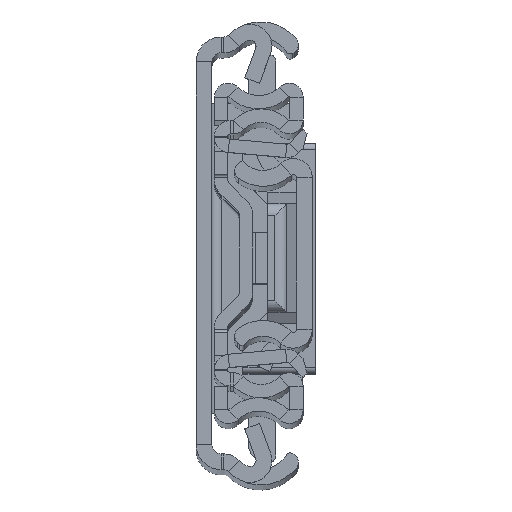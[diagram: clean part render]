
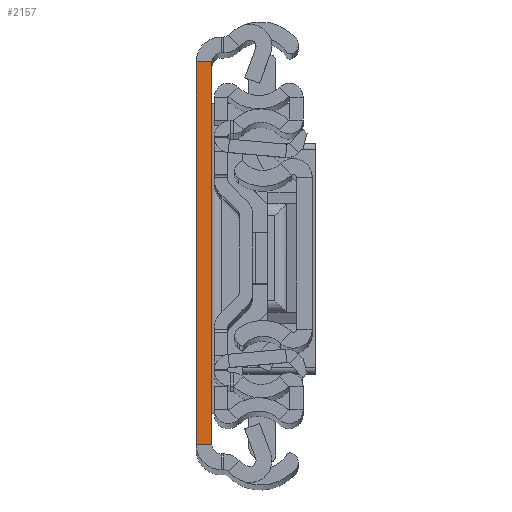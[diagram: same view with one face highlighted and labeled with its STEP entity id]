
A CAD part, top view. The second image highlights one B-rep face of the part: STEP entity #2157.
In plain terms, the highlighted planar face has unit normal (0, 0, 1).
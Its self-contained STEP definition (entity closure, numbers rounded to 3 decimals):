
#774 = CARTESIAN_POINT ( 'NONE',  ( 2.6, -31.5, 0. ) ) ;
#1118 = AXIS2_PLACEMENT_3D ( 'NONE', #7544, #12579, #2239 ) ;
#1293 = VERTEX_POINT ( 'NONE', #5078 ) ;
#1714 = EDGE_CURVE ( 'NONE', #1293, #11107, #6190, .T. ) ;
#2157 = ADVANCED_FACE ( 'NONE', ( #15447 ), #8843, .F. ) ;
#2239 = DIRECTION ( 'NONE',  ( 0., 1., 0. ) ) ;
#2574 = CARTESIAN_POINT ( 'NONE',  ( 2.6, 31.5, 0. ) ) ;
#3296 = LINE ( 'NONE', #774, #12813 ) ;
#3753 = EDGE_CURVE ( 'NONE', #14347, #16113, #3296, .T. ) ;
#4085 = ORIENTED_EDGE ( 'NONE', *, *, #4652, .F. ) ;
#4354 = CARTESIAN_POINT ( 'NONE',  ( 2.6, -31.5, 0. ) ) ;
#4652 = EDGE_CURVE ( 'NONE', #11107, #16113, #10205, .T. ) ;
#5078 = CARTESIAN_POINT ( 'NONE',  ( 0., -31.5, 0. ) ) ;
#5943 = VECTOR ( 'NONE', #15661, 1000. ) ;
#6190 = LINE ( 'NONE', #14170, #11090 ) ;
#6239 = DIRECTION ( 'NONE',  ( 1., 0., 0. ) ) ;
#6555 = CARTESIAN_POINT ( 'NONE',  ( 2.6, -31.5, 0. ) ) ;
#7544 = CARTESIAN_POINT ( 'NONE',  ( 2.6, -31.5, 0. ) ) ;
#7626 = ORIENTED_EDGE ( 'NONE', *, *, #13058, .T. ) ;
#7969 = ORIENTED_EDGE ( 'NONE', *, *, #3753, .T. ) ;
#8342 = EDGE_LOOP ( 'NONE', ( #4085, #12862, #7626, #7969 ) ) ;
#8843 = PLANE ( 'NONE',  #1118 ) ;
#8960 = VECTOR ( 'NONE', #6239, 1000. ) ;
#9848 = CARTESIAN_POINT ( 'NONE',  ( 2.6, 31.5, 0. ) ) ;
#10205 = LINE ( 'NONE', #2574, #8960 ) ;
#11090 = VECTOR ( 'NONE', #11470, 1000. ) ;
#11107 = VERTEX_POINT ( 'NONE', #11877 ) ;
#11470 = DIRECTION ( 'NONE',  ( 0., 1., 0. ) ) ;
#11877 = CARTESIAN_POINT ( 'NONE',  ( 0., 31.5, 0. ) ) ;
#12579 = DIRECTION ( 'NONE',  ( 0., 0., -1. ) ) ;
#12813 = VECTOR ( 'NONE', #16513, 1000. ) ;
#12862 = ORIENTED_EDGE ( 'NONE', *, *, #1714, .F. ) ;
#13058 = EDGE_CURVE ( 'NONE', #1293, #14347, #13147, .T. ) ;
#13147 = LINE ( 'NONE', #6555, #5943 ) ;
#14170 = CARTESIAN_POINT ( 'NONE',  ( 0., -31.5, 0. ) ) ;
#14347 = VERTEX_POINT ( 'NONE', #4354 ) ;
#15447 = FACE_OUTER_BOUND ( 'NONE', #8342, .T. ) ;
#15661 = DIRECTION ( 'NONE',  ( 1., 0., 0. ) ) ;
#16113 = VERTEX_POINT ( 'NONE', #9848 ) ;
#16513 = DIRECTION ( 'NONE',  ( 0., 1., 0. ) ) ;
